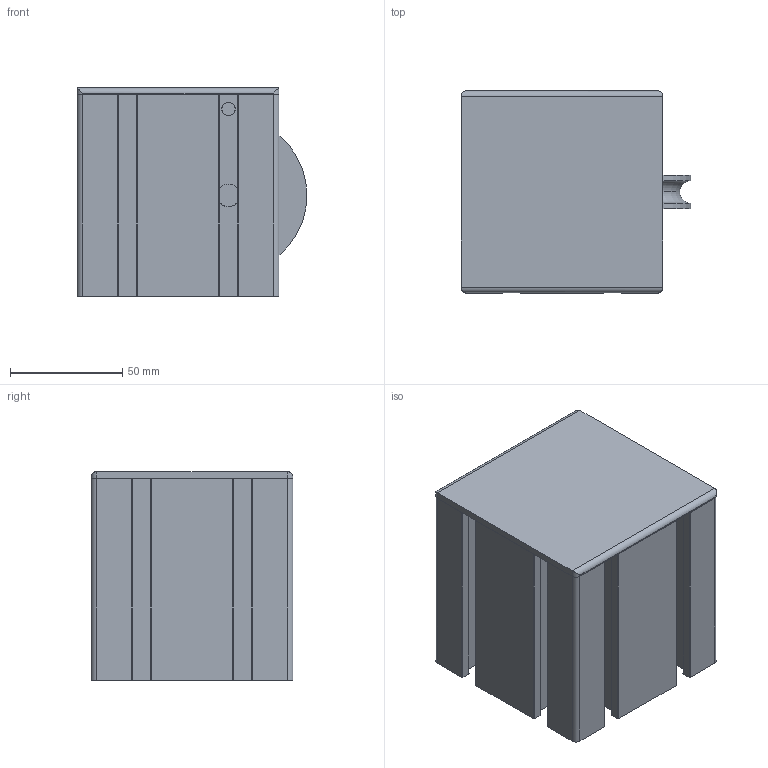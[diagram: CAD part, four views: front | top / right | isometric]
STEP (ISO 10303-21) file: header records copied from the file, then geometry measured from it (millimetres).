
FILE_DESCRIPTION(('STEP AP214'),'1');
FILE_NAME('cctmp_26B46E1F-CE1D-472E-906E-2AA1245831DE_2020_9_21_19_22_0_284..stp','2020-09-21T17:22:00',('MiniTec Maschinenbau GmbH & Co.KG'),('CADClick - www.CADClick.com'),'Spatial InterOp 3D',' ','unknown authorization');
FILE_SCHEMA(('AUTOMOTIVE_DESIGN'));
Length unit declared in the file: millimetre
Products named in the file (4): 21.1776/0
Assembly tree (3 placements, depth 2):
  (unnamed)
    21.1776/0
    21.1776/0
    21.1776/0
Bounding box: 102.5 x 90 x 93 mm (x, y, z)
Volume: 253853.7 mm3; surface area: 141861 mm2
Topology: 4 solids, 4 shells, 248 faces, 738 edges, 486 vertices
Faces by surface type: cylinder 122, plane 122, torus 4
Entity records: 11123 total; most frequent: CARTESIAN_POINT 2124, ORIENTED_EDGE 1476, DIRECTION 1456, EDGE_CURVE 738, AXIS2_PLACEMENT_3D 494, VERTEX_POINT 486, LINE 468, VECTOR 468
